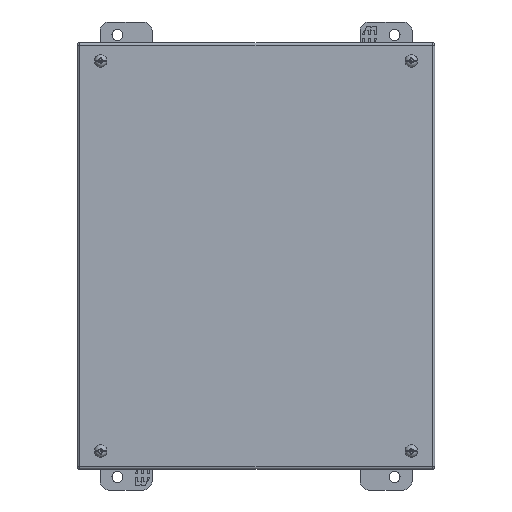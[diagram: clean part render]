
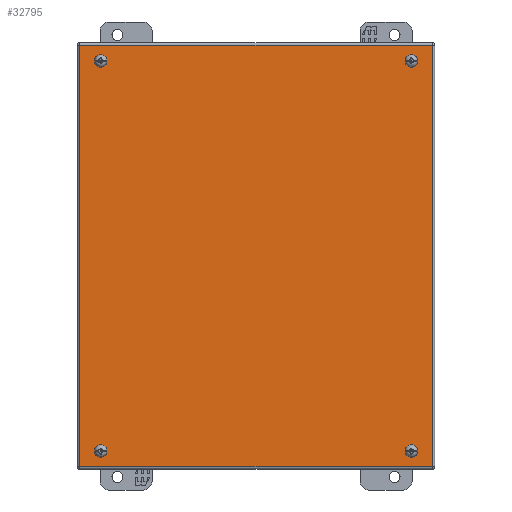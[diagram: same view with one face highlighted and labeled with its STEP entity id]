
A CAD part, front view. The second image highlights one B-rep face of the part: STEP entity #32795.
In plain terms, the highlighted planar face has unit normal (0, -1, 0).
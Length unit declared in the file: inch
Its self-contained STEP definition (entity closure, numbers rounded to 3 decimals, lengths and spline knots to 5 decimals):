
#1126 = DIRECTION ( 'NONE',  ( 0., 0., 1. ) ) ;
#1426 = EDGE_CURVE ( 'NONE', #13423, #13423, #10611, .T. ) ;
#1789 = DIRECTION ( 'NONE',  ( 0., 0., 1. ) ) ;
#1840 = AXIS2_PLACEMENT_3D ( 'NONE', #12104, #4820, #12599 ) ;
#2555 = LINE ( 'NONE', #20599, #7171 ) ;
#2581 = CARTESIAN_POINT ( 'NONE',  ( 4.48, -5.17205, -5.501 ) ) ;
#2694 = DIRECTION ( 'NONE',  ( 0., 0., 1. ) ) ;
#2728 = DIRECTION ( 'NONE',  ( 1., 0., 0. ) ) ;
#3005 = CARTESIAN_POINT ( 'NONE',  ( -4.48, -5.17205, -5.501 ) ) ;
#4053 = FACE_BOUND ( 'NONE', #6302, .T. ) ;
#4364 = CIRCLE ( 'NONE', #23408, 0.125 ) ;
#4633 = AXIS2_PLACEMENT_3D ( 'NONE', #29909, #32277, #14606 ) ;
#4644 = DIRECTION ( 'NONE',  ( -1., 0., 0. ) ) ;
#4815 = VERTEX_POINT ( 'NONE', #17139 ) ;
#4820 = DIRECTION ( 'NONE',  ( 0., 1., 0. ) ) ;
#4862 = DIRECTION ( 'NONE',  ( 0., 1., 0. ) ) ;
#4926 = ORIENTED_EDGE ( 'NONE', *, *, #30124, .T. ) ;
#5682 = CARTESIAN_POINT ( 'NONE',  ( 4.48, -5.17205, -5.626 ) ) ;
#5834 = EDGE_CURVE ( 'NONE', #20946, #12306, #16569, .T. ) ;
#6302 = EDGE_LOOP ( 'NONE', ( #23456 ) ) ;
#6914 = FACE_BOUND ( 'NONE', #19584, .T. ) ;
#7034 = CARTESIAN_POINT ( 'NONE',  ( -4.48, -5.17205, -5.626 ) ) ;
#7171 = VECTOR ( 'NONE', #2728, 39.37008 ) ;
#8000 = ORIENTED_EDGE ( 'NONE', *, *, #19291, .T. ) ;
#8876 = CIRCLE ( 'NONE', #1840, 0.125 ) ;
#9477 = FACE_BOUND ( 'NONE', #13798, .T. ) ;
#9810 = VERTEX_POINT ( 'NONE', #20187 ) ;
#9949 = ORIENTED_EDGE ( 'NONE', *, *, #21238, .T. ) ;
#10135 = CARTESIAN_POINT ( 'NONE',  ( -4.48, -5.17205, 5.751 ) ) ;
#10445 = CARTESIAN_POINT ( 'NONE',  ( -5.07721, -5.17205, 6.07711 ) ) ;
#10611 = CIRCLE ( 'NONE', #14962, 0.125 ) ;
#10682 = ORIENTED_EDGE ( 'NONE', *, *, #13166, .T. ) ;
#10967 = CARTESIAN_POINT ( 'NONE',  ( -5.07721, -5.17205, -6.07683 ) ) ;
#11064 = LINE ( 'NONE', #31270, #27328 ) ;
#11297 = AXIS2_PLACEMENT_3D ( 'NONE', #32418, #24480, #1126 ) ;
#12104 = CARTESIAN_POINT ( 'NONE',  ( -4.48, -5.17205, 5.626 ) ) ;
#12306 = VERTEX_POINT ( 'NONE', #10967 ) ;
#12599 = DIRECTION ( 'NONE',  ( 0., 0., 1. ) ) ;
#13166 = EDGE_CURVE ( 'NONE', #12306, #27847, #2555, .T. ) ;
#13423 = VERTEX_POINT ( 'NONE', #2581 ) ;
#13521 = DIRECTION ( 'NONE',  ( 0., 0., -1. ) ) ;
#13798 = EDGE_LOOP ( 'NONE', ( #15682 ) ) ;
#14606 = DIRECTION ( 'NONE',  ( 0., 0., 1. ) ) ;
#14962 = AXIS2_PLACEMENT_3D ( 'NONE', #5682, #29349, #23945 ) ;
#15682 = ORIENTED_EDGE ( 'NONE', *, *, #1426, .T. ) ;
#16569 = LINE ( 'NONE', #26511, #32948 ) ;
#16802 = EDGE_LOOP ( 'NONE', ( #4926, #8000, #18362, #10682 ) ) ;
#17139 = CARTESIAN_POINT ( 'NONE',  ( 5.07718, -5.17205, 6.07711 ) ) ;
#17858 = CIRCLE ( 'NONE', #11297, 0.125 ) ;
#18362 = ORIENTED_EDGE ( 'NONE', *, *, #5834, .T. ) ;
#18611 = CARTESIAN_POINT ( 'NONE',  ( 5.07718, -5.17205, -6.07683 ) ) ;
#19291 = EDGE_CURVE ( 'NONE', #4815, #20946, #27636, .T. ) ;
#19584 = EDGE_LOOP ( 'NONE', ( #25655 ) ) ;
#19705 = EDGE_CURVE ( 'NONE', #9810, #9810, #17858, .T. ) ;
#20187 = CARTESIAN_POINT ( 'NONE',  ( 4.48, -5.17205, 5.751 ) ) ;
#20599 = CARTESIAN_POINT ( 'NONE',  ( -5.07721, -5.17205, -6.07683 ) ) ;
#20946 = VERTEX_POINT ( 'NONE', #10445 ) ;
#21238 = EDGE_CURVE ( 'NONE', #23441, #23441, #8876, .T. ) ;
#23408 = AXIS2_PLACEMENT_3D ( 'NONE', #7034, #4862, #1789 ) ;
#23441 = VERTEX_POINT ( 'NONE', #10135 ) ;
#23456 = ORIENTED_EDGE ( 'NONE', *, *, #27346, .T. ) ;
#23945 = DIRECTION ( 'NONE',  ( 0., 0., 1. ) ) ;
#24480 = DIRECTION ( 'NONE',  ( 0., 1., 0. ) ) ;
#24509 = FACE_BOUND ( 'NONE', #24700, .T. ) ;
#24700 = EDGE_LOOP ( 'NONE', ( #9949 ) ) ;
#24851 = PLANE ( 'NONE',  #4633 ) ;
#25036 = FACE_OUTER_BOUND ( 'NONE', #16802, .T. ) ;
#25655 = ORIENTED_EDGE ( 'NONE', *, *, #19705, .T. ) ;
#26332 = VERTEX_POINT ( 'NONE', #3005 ) ;
#26511 = CARTESIAN_POINT ( 'NONE',  ( -5.07721, -5.17205, 6.07711 ) ) ;
#27328 = VECTOR ( 'NONE', #2694, 39.37008 ) ;
#27346 = EDGE_CURVE ( 'NONE', #26332, #26332, #4364, .T. ) ;
#27573 = VECTOR ( 'NONE', #4644, 39.37008 ) ;
#27636 = LINE ( 'NONE', #27971, #27573 ) ;
#27847 = VERTEX_POINT ( 'NONE', #18611 ) ;
#27971 = CARTESIAN_POINT ( 'NONE',  ( -5.07721, -5.17205, 6.07711 ) ) ;
#29349 = DIRECTION ( 'NONE',  ( 0., 1., 0. ) ) ;
#29909 = CARTESIAN_POINT ( 'NONE',  ( -5.07721, -5.17205, 6.07711 ) ) ;
#30124 = EDGE_CURVE ( 'NONE', #27847, #4815, #11064, .T. ) ;
#31270 = CARTESIAN_POINT ( 'NONE',  ( 5.07718, -5.17205, 6.07711 ) ) ;
#32277 = DIRECTION ( 'NONE',  ( 0., 1., 0. ) ) ;
#32418 = CARTESIAN_POINT ( 'NONE',  ( 4.48, -5.17205, 5.626 ) ) ;
#32795 = ADVANCED_FACE ( 'NONE', ( #4053, #9477, #6914, #24509, #25036 ), #24851, .F. ) ;
#32948 = VECTOR ( 'NONE', #13521, 39.37008 ) ;
